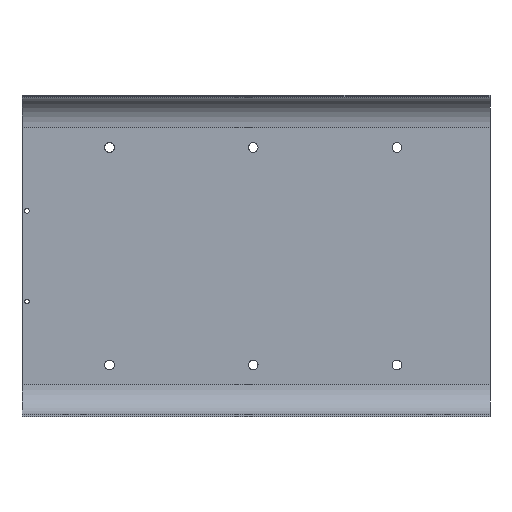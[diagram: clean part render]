
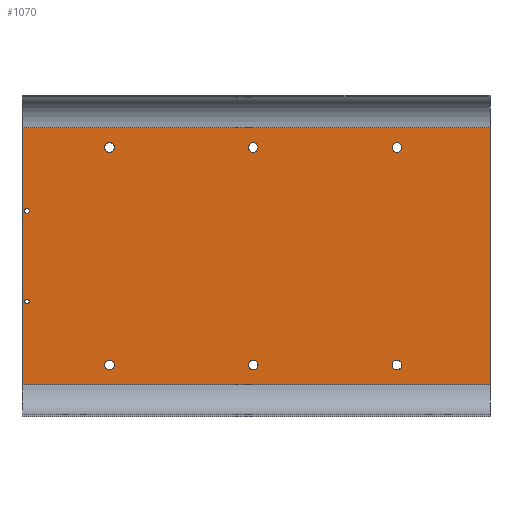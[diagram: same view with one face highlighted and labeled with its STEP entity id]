
A CAD part, top view. The second image highlights one B-rep face of the part: STEP entity #1070.
In plain terms, the highlighted planar face has unit normal (0, 0, 1).
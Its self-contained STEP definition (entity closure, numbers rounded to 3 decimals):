
#53=FACE_BOUND('',#235,.T.);
#54=FACE_BOUND('',#236,.T.);
#55=FACE_BOUND('',#237,.T.);
#56=FACE_BOUND('',#238,.T.);
#57=FACE_BOUND('',#239,.T.);
#58=FACE_BOUND('',#240,.T.);
#59=FACE_BOUND('',#241,.T.);
#60=FACE_BOUND('',#242,.T.);
#89=CIRCLE('',#1123,3.75);
#90=CIRCLE('',#1125,3.75);
#91=CIRCLE('',#1127,3.75);
#92=CIRCLE('',#1129,3.75);
#93=CIRCLE('',#1131,3.75);
#94=CIRCLE('',#1133,3.75);
#105=CIRCLE('',#1163,1.75);
#106=CIRCLE('',#1165,1.75);
#162=FACE_OUTER_BOUND('',#234,.T.);
#234=EDGE_LOOP('',(#947,#948,#949,#950));
#235=EDGE_LOOP('',(#951));
#236=EDGE_LOOP('',(#952));
#237=EDGE_LOOP('',(#953));
#238=EDGE_LOOP('',(#954));
#239=EDGE_LOOP('',(#955));
#240=EDGE_LOOP('',(#956));
#241=EDGE_LOOP('',(#957));
#242=EDGE_LOOP('',(#958));
#254=LINE('',#1509,#356);
#344=LINE('',#1771,#446);
#348=LINE('',#1780,#450);
#349=LINE('',#1782,#451);
#356=VECTOR('',#1204,10.);
#446=VECTOR('',#1470,10.);
#450=VECTOR('',#1482,10.);
#451=VECTOR('',#1485,10.);
#457=VERTEX_POINT('',#1502);
#459=VERTEX_POINT('',#1508);
#506=VERTEX_POINT('',#1620);
#507=VERTEX_POINT('',#1624);
#508=VERTEX_POINT('',#1628);
#509=VERTEX_POINT('',#1632);
#510=VERTEX_POINT('',#1636);
#511=VERTEX_POINT('',#1640);
#530=VERTEX_POINT('',#1716);
#531=VERTEX_POINT('',#1720);
#542=VERTEX_POINT('',#1766);
#543=VERTEX_POINT('',#1770);
#552=EDGE_CURVE('',#459,#457,#254,.T.);
#609=EDGE_CURVE('',#506,#506,#89,.T.);
#611=EDGE_CURVE('',#507,#507,#90,.T.);
#613=EDGE_CURVE('',#508,#508,#91,.T.);
#615=EDGE_CURVE('',#509,#509,#92,.T.);
#617=EDGE_CURVE('',#510,#510,#93,.T.);
#619=EDGE_CURVE('',#511,#511,#94,.T.);
#656=EDGE_CURVE('',#530,#530,#105,.T.);
#658=EDGE_CURVE('',#531,#531,#106,.T.);
#683=EDGE_CURVE('',#542,#543,#344,.T.);
#688=EDGE_CURVE('',#542,#459,#348,.T.);
#689=EDGE_CURVE('',#543,#457,#349,.T.);
#947=ORIENTED_EDGE('',*,*,#552,.T.);
#948=ORIENTED_EDGE('',*,*,#689,.F.);
#949=ORIENTED_EDGE('',*,*,#683,.F.);
#950=ORIENTED_EDGE('',*,*,#688,.T.);
#951=ORIENTED_EDGE('',*,*,#609,.T.);
#952=ORIENTED_EDGE('',*,*,#611,.T.);
#953=ORIENTED_EDGE('',*,*,#613,.T.);
#954=ORIENTED_EDGE('',*,*,#615,.T.);
#955=ORIENTED_EDGE('',*,*,#617,.T.);
#956=ORIENTED_EDGE('',*,*,#619,.T.);
#957=ORIENTED_EDGE('',*,*,#656,.T.);
#958=ORIENTED_EDGE('',*,*,#658,.T.);
#1015=PLANE('',#1184);
#1070=ADVANCED_FACE('',(#162,#53,#54,#55,#56,#57,#58,#59,#60),#1015,.F.);
#1123=AXIS2_PLACEMENT_3D('',#1622,#1301,#1302);
#1125=AXIS2_PLACEMENT_3D('',#1626,#1306,#1307);
#1127=AXIS2_PLACEMENT_3D('',#1630,#1311,#1312);
#1129=AXIS2_PLACEMENT_3D('',#1634,#1316,#1317);
#1131=AXIS2_PLACEMENT_3D('',#1638,#1321,#1322);
#1133=AXIS2_PLACEMENT_3D('',#1642,#1326,#1327);
#1163=AXIS2_PLACEMENT_3D('',#1717,#1412,#1413);
#1165=AXIS2_PLACEMENT_3D('',#1721,#1417,#1418);
#1184=AXIS2_PLACEMENT_3D('',#1781,#1483,#1484);
#1204=DIRECTION('',(0.,-1.,0.));
#1301=DIRECTION('center_axis',(0.,0.,-1.));
#1302=DIRECTION('ref_axis',(1.,0.,0.));
#1306=DIRECTION('center_axis',(0.,0.,-1.));
#1307=DIRECTION('ref_axis',(1.,0.,0.));
#1311=DIRECTION('center_axis',(0.,0.,-1.));
#1312=DIRECTION('ref_axis',(1.,0.,0.));
#1316=DIRECTION('center_axis',(0.,0.,-1.));
#1317=DIRECTION('ref_axis',(1.,0.,0.));
#1321=DIRECTION('center_axis',(0.,0.,-1.));
#1322=DIRECTION('ref_axis',(1.,0.,0.));
#1326=DIRECTION('center_axis',(0.,0.,-1.));
#1327=DIRECTION('ref_axis',(1.,0.,0.));
#1412=DIRECTION('center_axis',(0.,0.,-1.));
#1413=DIRECTION('ref_axis',(-1.,0.,0.));
#1417=DIRECTION('center_axis',(0.,0.,-1.));
#1418=DIRECTION('ref_axis',(-1.,0.,0.));
#1470=DIRECTION('',(0.,-1.,0.));
#1482=DIRECTION('',(-1.,0.,0.));
#1483=DIRECTION('center_axis',(0.,0.,-1.));
#1484=DIRECTION('ref_axis',(0.,1.,0.));
#1485=DIRECTION('',(-1.,0.,0.));
#1502=CARTESIAN_POINT('',(-178.9,-99.3,0.));
#1508=CARTESIAN_POINT('',(-178.9,99.3,0.));
#1509=CARTESIAN_POINT('',(-178.9,-49.65,0.));
#1620=CARTESIAN_POINT('',(-4.,-84.,0.));
#1622=CARTESIAN_POINT('Origin',(-0.25,-84.,0.));
#1624=CARTESIAN_POINT('',(-115.,84.,0.));
#1626=CARTESIAN_POINT('Origin',(-111.25,84.,0.));
#1628=CARTESIAN_POINT('',(107.,-84.,0.));
#1630=CARTESIAN_POINT('Origin',(110.75,-84.,0.));
#1632=CARTESIAN_POINT('',(-115.,-84.,0.));
#1634=CARTESIAN_POINT('Origin',(-111.25,-84.,0.));
#1636=CARTESIAN_POINT('',(-4.,84.,0.));
#1638=CARTESIAN_POINT('Origin',(-0.25,84.,0.));
#1640=CARTESIAN_POINT('',(107.,84.,0.));
#1642=CARTESIAN_POINT('Origin',(110.75,84.,0.));
#1716=CARTESIAN_POINT('',(-173.35,-35.,0.));
#1717=CARTESIAN_POINT('Origin',(-175.1,-35.,0.));
#1720=CARTESIAN_POINT('',(-173.35,35.,0.));
#1721=CARTESIAN_POINT('Origin',(-175.1,35.,0.));
#1766=CARTESIAN_POINT('',(182.7,99.3,0.));
#1770=CARTESIAN_POINT('',(182.7,-99.3,0.));
#1771=CARTESIAN_POINT('',(182.7,0.,0.));
#1780=CARTESIAN_POINT('',(0.,99.3,0.));
#1781=CARTESIAN_POINT('Origin',(0.,-99.3,0.));
#1782=CARTESIAN_POINT('',(0.,-99.3,0.));
